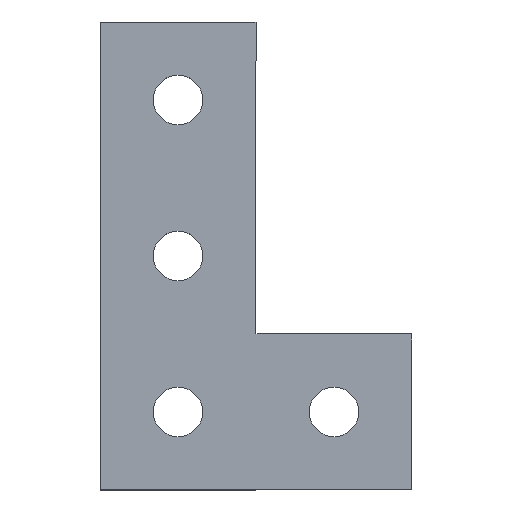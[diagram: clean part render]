
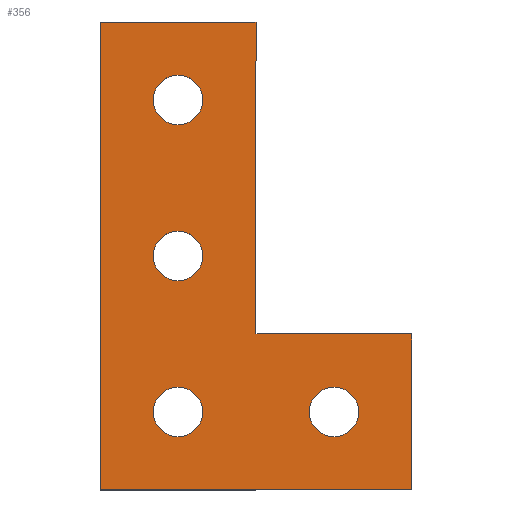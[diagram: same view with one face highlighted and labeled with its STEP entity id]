
A CAD part, top view. The second image highlights one B-rep face of the part: STEP entity #356.
In plain terms, the highlighted planar face has unit normal (0, 0, 1).
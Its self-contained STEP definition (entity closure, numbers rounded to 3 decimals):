
#2 = AXIS2_PLACEMENT_3D ( 'NONE', #482, #483, #437 ) ;
#8 = CIRCLE ( 'NONE', #24, 1.585 ) ;
#10 = VECTOR ( 'NONE', #464, 1000. ) ;
#11 = VECTOR ( 'NONE', #443, 1000. ) ;
#13 = CIRCLE ( 'NONE', #60, 1.585 ) ;
#14 = AXIS2_PLACEMENT_3D ( 'NONE', #422, #426, #425 ) ;
#16 = AXIS2_PLACEMENT_3D ( 'NONE', #255, #256, #257 ) ;
#18 = CIRCLE ( 'NONE', #2, 1.585 ) ;
#20 = VECTOR ( 'NONE', #486, 1000. ) ;
#23 = CIRCLE ( 'NONE', #14, 1.585 ) ;
#24 = AXIS2_PLACEMENT_3D ( 'NONE', #439, #440, #450 ) ;
#27 = AXIS2_PLACEMENT_3D ( 'NONE', #331, #179, #131 ) ;
#28 = CIRCLE ( 'NONE', #62, 1.585 ) ;
#46 = AXIS2_PLACEMENT_3D ( 'NONE', #320, #269, #177 ) ;
#51 = CIRCLE ( 'NONE', #16, 1.585 ) ;
#53 = CIRCLE ( 'NONE', #46, 1.585 ) ;
#55 = VECTOR ( 'NONE', #461, 1000. ) ;
#60 = AXIS2_PLACEMENT_3D ( 'NONE', #516, #517, #518 ) ;
#61 = VECTOR ( 'NONE', #519, 1000. ) ;
#62 = AXIS2_PLACEMENT_3D ( 'NONE', #513, #514, #515 ) ;
#95 = VECTOR ( 'NONE', #541, 1000. ) ;
#96 = AXIS2_PLACEMENT_3D ( 'NONE', #534, #535, #536 ) ;
#97 = CIRCLE ( 'NONE', #96, 1.585 ) ;
#107 = FACE_BOUND ( 'NONE', #141, .T. ) ;
#123 = PLANE ( 'NONE',  #27 ) ;
#127 = ORIENTED_EDGE ( 'NONE', *, *, #349, .F. ) ;
#131 = DIRECTION ( 'NONE',  ( 1., 0., 0. ) ) ;
#136 = FACE_BOUND ( 'NONE', #218, .T. ) ;
#137 = CARTESIAN_POINT ( 'NONE',  ( 1.585, 0., 1. ) ) ;
#138 = EDGE_LOOP ( 'NONE', ( #169, #289, #226, #290, #171, #172 ) ) ;
#141 = EDGE_LOOP ( 'NONE', ( #173, #127 ) ) ;
#143 = ORIENTED_EDGE ( 'NONE', *, *, #375, .F. ) ;
#158 = CARTESIAN_POINT ( 'NONE',  ( -1.585, 0., 1. ) ) ;
#159 = CARTESIAN_POINT ( 'NONE',  ( 8.415, 0., 1. ) ) ;
#161 = EDGE_LOOP ( 'NONE', ( #174, #143 ) ) ;
#168 = ORIENTED_EDGE ( 'NONE', *, *, #396, .F. ) ;
#169 = ORIENTED_EDGE ( 'NONE', *, *, #368, .T. ) ;
#170 = ORIENTED_EDGE ( 'NONE', *, *, #373, .F. ) ;
#171 = ORIENTED_EDGE ( 'NONE', *, *, #379, .T. ) ;
#172 = ORIENTED_EDGE ( 'NONE', *, *, #391, .T. ) ;
#173 = ORIENTED_EDGE ( 'NONE', *, *, #390, .F. ) ;
#174 = ORIENTED_EDGE ( 'NONE', *, *, #384, .F. ) ;
#177 = DIRECTION ( 'NONE',  ( 1., 0., 0. ) ) ;
#179 = DIRECTION ( 'NONE',  ( 0., 0., 1. ) ) ;
#182 = CARTESIAN_POINT ( 'NONE',  ( 11.585, 0., 1. ) ) ;
#184 = VERTEX_POINT ( 'NONE', #248 ) ;
#185 = CARTESIAN_POINT ( 'NONE',  ( 5., 5., 1. ) ) ;
#187 = VERTEX_POINT ( 'NONE', #185 ) ;
#188 = VERTEX_POINT ( 'NONE', #244 ) ;
#190 = VERTEX_POINT ( 'NONE', #245 ) ;
#191 = VERTEX_POINT ( 'NONE', #243 ) ;
#192 = VERTEX_POINT ( 'NONE', #246 ) ;
#195 = VERTEX_POINT ( 'NONE', #137 ) ;
#196 = VERTEX_POINT ( 'NONE', #158 ) ;
#199 = VERTEX_POINT ( 'NONE', #249 ) ;
#200 = VERTEX_POINT ( 'NONE', #250 ) ;
#203 = VERTEX_POINT ( 'NONE', #182 ) ;
#204 = VERTEX_POINT ( 'NONE', #159 ) ;
#207 = VERTEX_POINT ( 'NONE', #313 ) ;
#208 = VERTEX_POINT ( 'NONE', #314 ) ;
#218 = EDGE_LOOP ( 'NONE', ( #296, #227 ) ) ;
#226 = ORIENTED_EDGE ( 'NONE', *, *, #383, .T. ) ;
#227 = ORIENTED_EDGE ( 'NONE', *, *, #344, .F. ) ;
#243 = CARTESIAN_POINT ( 'NONE',  ( 15., 5., 1. ) ) ;
#244 = CARTESIAN_POINT ( 'NONE',  ( 5., 25., 1. ) ) ;
#245 = CARTESIAN_POINT ( 'NONE',  ( -5., 25., 1. ) ) ;
#246 = CARTESIAN_POINT ( 'NONE',  ( -5., -5., 1. ) ) ;
#248 = CARTESIAN_POINT ( 'NONE',  ( 15., -5., 1. ) ) ;
#249 = CARTESIAN_POINT ( 'NONE',  ( 1.585, 10., 1. ) ) ;
#250 = CARTESIAN_POINT ( 'NONE',  ( -1.585, 10., 1. ) ) ;
#255 = CARTESIAN_POINT ( 'NONE',  ( 0., 10., 1. ) ) ;
#256 = DIRECTION ( 'NONE',  ( 0., 0., 1. ) ) ;
#257 = DIRECTION ( 'NONE',  ( 1., 0., 0. ) ) ;
#269 = DIRECTION ( 'NONE',  ( 0., 0., 1. ) ) ;
#274 = FACE_OUTER_BOUND ( 'NONE', #138, .T. ) ;
#276 = FACE_BOUND ( 'NONE', #283, .T. ) ;
#283 = EDGE_LOOP ( 'NONE', ( #168, #170 ) ) ;
#289 = ORIENTED_EDGE ( 'NONE', *, *, #401, .T. ) ;
#290 = ORIENTED_EDGE ( 'NONE', *, *, #378, .T. ) ;
#296 = ORIENTED_EDGE ( 'NONE', *, *, #389, .F. ) ;
#313 = CARTESIAN_POINT ( 'NONE',  ( -1.585, 20., 1. ) ) ;
#314 = CARTESIAN_POINT ( 'NONE',  ( 1.585, 20., 1. ) ) ;
#320 = CARTESIAN_POINT ( 'NONE',  ( 10., 0., 1. ) ) ;
#330 = FACE_BOUND ( 'NONE', #161, .T. ) ;
#331 = CARTESIAN_POINT ( 'NONE',  ( -5., -5., 1. ) ) ;
#344 = EDGE_CURVE ( 'NONE', #200, #199, #51, .T. ) ;
#349 = EDGE_CURVE ( 'NONE', #204, #203, #53, .T. ) ;
#356 = ADVANCED_FACE ( 'NONE', ( #330, #107, #136, #276, #274 ), #123, .T. ) ;
#368 = EDGE_CURVE ( 'NONE', #192, #184, #428, .T. ) ;
#373 = EDGE_CURVE ( 'NONE', #196, #195, #23, .T. ) ;
#375 = EDGE_CURVE ( 'NONE', #207, #208, #8, .T. ) ;
#378 = EDGE_CURVE ( 'NONE', #187, #188, #499, .T. ) ;
#379 = EDGE_CURVE ( 'NONE', #188, #190, #463, .T. ) ;
#383 = EDGE_CURVE ( 'NONE', #191, #187, #459, .T. ) ;
#384 = EDGE_CURVE ( 'NONE', #208, #207, #18, .T. ) ;
#389 = EDGE_CURVE ( 'NONE', #199, #200, #28, .T. ) ;
#390 = EDGE_CURVE ( 'NONE', #203, #204, #13, .T. ) ;
#391 = EDGE_CURVE ( 'NONE', #190, #192, #511, .T. ) ;
#396 = EDGE_CURVE ( 'NONE', #195, #196, #97, .T. ) ;
#401 = EDGE_CURVE ( 'NONE', #184, #191, #532, .T. ) ;
#422 = CARTESIAN_POINT ( 'NONE',  ( 0., 0., 1. ) ) ;
#425 = DIRECTION ( 'NONE',  ( 1., 0., 0. ) ) ;
#426 = DIRECTION ( 'NONE',  ( 0., 0., 1. ) ) ;
#428 = LINE ( 'NONE', #487, #20 ) ;
#437 = DIRECTION ( 'NONE',  ( 1., 0., 0. ) ) ;
#438 = CARTESIAN_POINT ( 'NONE',  ( 15., 5., 1. ) ) ;
#439 = CARTESIAN_POINT ( 'NONE',  ( 0., 20., 1. ) ) ;
#440 = DIRECTION ( 'NONE',  ( 0., 0., 1. ) ) ;
#443 = DIRECTION ( 'NONE',  ( -1., 0., 0. ) ) ;
#450 = DIRECTION ( 'NONE',  ( 1., 0., 0. ) ) ;
#459 = LINE ( 'NONE', #438, #11 ) ;
#461 = DIRECTION ( 'NONE',  ( -1., 0., 0. ) ) ;
#462 = CARTESIAN_POINT ( 'NONE',  ( -5., 25., 1. ) ) ;
#463 = LINE ( 'NONE', #462, #55 ) ;
#464 = DIRECTION ( 'NONE',  ( 0., 1., 0. ) ) ;
#465 = CARTESIAN_POINT ( 'NONE',  ( 5., 25., 1. ) ) ;
#482 = CARTESIAN_POINT ( 'NONE',  ( 0., 20., 1. ) ) ;
#483 = DIRECTION ( 'NONE',  ( 0., 0., 1. ) ) ;
#486 = DIRECTION ( 'NONE',  ( 1., 0., 0. ) ) ;
#487 = CARTESIAN_POINT ( 'NONE',  ( 15., -5., 1. ) ) ;
#499 = LINE ( 'NONE', #465, #10 ) ;
#511 = LINE ( 'NONE', #512, #61 ) ;
#512 = CARTESIAN_POINT ( 'NONE',  ( -5., 25., 1. ) ) ;
#513 = CARTESIAN_POINT ( 'NONE',  ( 0., 10., 1. ) ) ;
#514 = DIRECTION ( 'NONE',  ( 0., 0., 1. ) ) ;
#515 = DIRECTION ( 'NONE',  ( 1., 0., 0. ) ) ;
#516 = CARTESIAN_POINT ( 'NONE',  ( 10., 0., 1. ) ) ;
#517 = DIRECTION ( 'NONE',  ( 0., 0., 1. ) ) ;
#518 = DIRECTION ( 'NONE',  ( 1., 0., 0. ) ) ;
#519 = DIRECTION ( 'NONE',  ( 0., -1., 0. ) ) ;
#532 = LINE ( 'NONE', #533, #95 ) ;
#533 = CARTESIAN_POINT ( 'NONE',  ( 15., 5., 1. ) ) ;
#534 = CARTESIAN_POINT ( 'NONE',  ( 0., 0., 1. ) ) ;
#535 = DIRECTION ( 'NONE',  ( 0., 0., 1. ) ) ;
#536 = DIRECTION ( 'NONE',  ( 1., 0., 0. ) ) ;
#541 = DIRECTION ( 'NONE',  ( 0., 1., 0. ) ) ;
